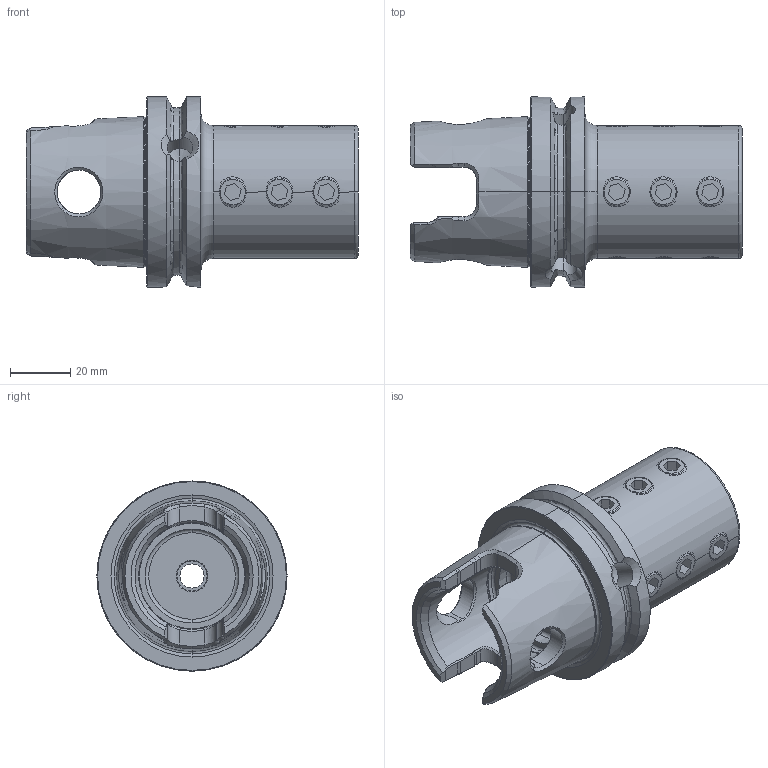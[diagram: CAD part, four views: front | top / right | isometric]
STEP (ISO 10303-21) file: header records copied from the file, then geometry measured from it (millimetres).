
FILE_DESCRIPTION (( 'STEP AP203' ), '1' );
FILE_NAME ('KY6-B20.K01.070.STEP', '2014-05-15T14:40:32', ( 'SwiAdmin' ), ( '' ), 'SwSTEP 2.0', 'SolidWorks 2012', '' );
FILE_SCHEMA (( 'CONFIG_CONTROL_DESIGN' ));
Length unit declared in the file: millimetre
Products named in the file (3): KY6-B20.K01.070; ISO 4026 - M10 x 12_PreviewCfg; KY6-B20.K01.070_A
Assembly tree (10 placements, depth 2):
  KY6-B20.K01.070
    KY6-B20.K01.070_A
    ISO 4026 - M10 x 12_PreviewCfg  x9
Bounding box: 109.95 x 62.95 x 62.95 mm (x, y, z)
Volume: 141600 mm3; surface area: 37620.1 mm2
Topology: 10 solids, 10 shells, 370 faces, 933 edges, 580 vertices
Faces by surface type: plane 127, cylinder 88, cone 77, bspline 50, torus 28
Entity records: 12108 total; most frequent: CARTESIAN_POINT 5956, ORIENTED_EDGE 1342, DIRECTION 933, EDGE_CURVE 671, VERTEX_POINT 420, AXIS2_PLACEMENT_3D 377, B_SPLINE_CURVE_WITH_KNOTS 328, EDGE_LOOP 269
